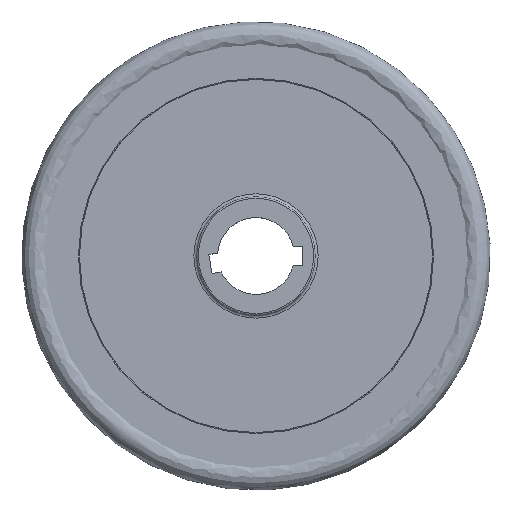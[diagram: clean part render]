
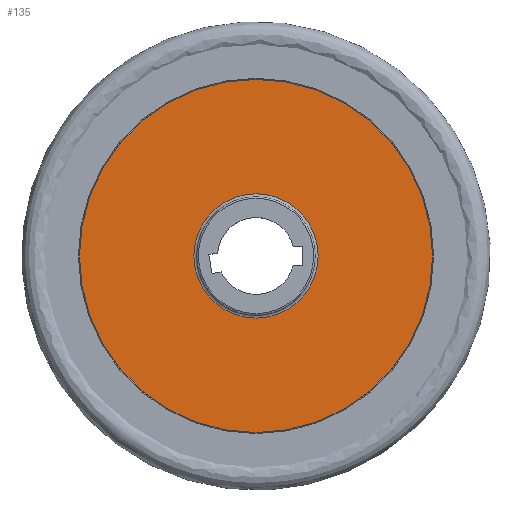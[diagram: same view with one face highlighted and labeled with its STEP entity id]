
A CAD part, top view. The second image highlights one B-rep face of the part: STEP entity #135.
In plain terms, the highlighted planar face has unit normal (0, 0, 1).
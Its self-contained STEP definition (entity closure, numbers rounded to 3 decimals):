
#113=PLANE('',#483);
#135=ADVANCED_FACE('',(#179,#180),#113,.T.);
#179=FACE_BOUND('',#220,.T.);
#180=FACE_BOUND('',#221,.T.);
#220=EDGE_LOOP('',(#286));
#221=EDGE_LOOP('',(#287));
#286=ORIENTED_EDGE('',*,*,#391,.T.);
#287=ORIENTED_EDGE('',*,*,#392,.T.);
#352=VERTEX_POINT('',#711);
#353=VERTEX_POINT('',#713);
#391=EDGE_CURVE('',#352,#352,#417,.T.);
#392=EDGE_CURVE('',#353,#353,#418,.T.);
#417=CIRCLE('',#481,41.1);
#418=CIRCLE('',#482,116.735);
#481=AXIS2_PLACEMENT_3D('',#710,#588,#589);
#482=AXIS2_PLACEMENT_3D('',#712,#590,#591);
#483=AXIS2_PLACEMENT_3D('',#714,#592,#593);
#588=DIRECTION('',(0.,0.,-1.));
#589=DIRECTION('',(-1.,0.,0.));
#590=DIRECTION('',(0.,0.,1.));
#591=DIRECTION('',(-1.,0.,0.));
#592=DIRECTION('',(0.,0.,1.));
#593=DIRECTION('',(-1.,0.,0.));
#710=CARTESIAN_POINT('',(0.,0.,-4.85));
#711=CARTESIAN_POINT('',(-41.1,0.,-4.85));
#712=CARTESIAN_POINT('',(0.,0.,-4.85));
#713=CARTESIAN_POINT('',(-116.735,0.,-4.85));
#714=CARTESIAN_POINT('',(116.84,0.,-4.85));
